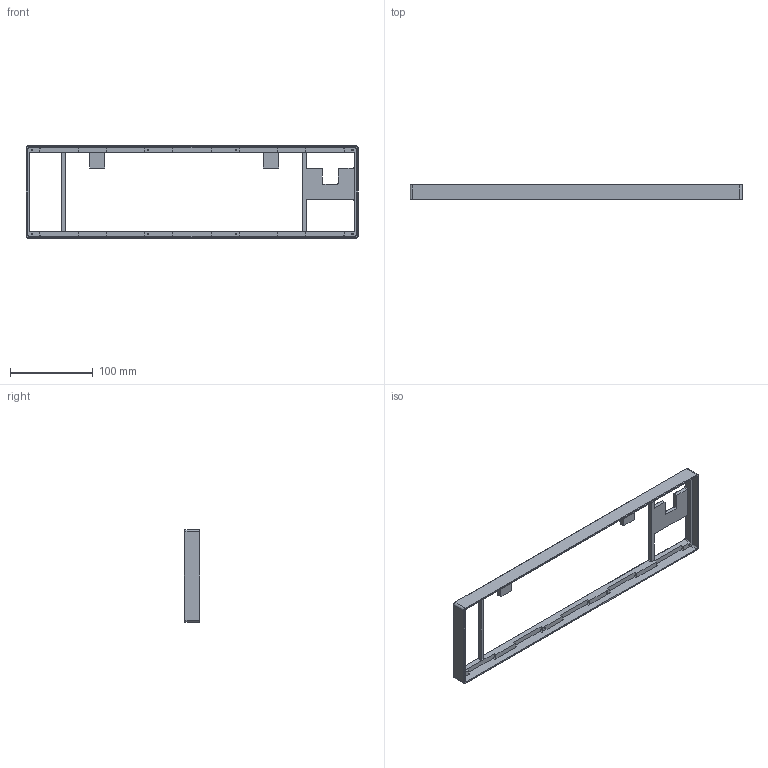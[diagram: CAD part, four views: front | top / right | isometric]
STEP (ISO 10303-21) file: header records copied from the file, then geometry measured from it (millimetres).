
FILE_DESCRIPTION(/* description */ (''),/* implementation_level */ '2;1');
FILE_NAME(/* name */ 'gear80_top_wkl_cnc.step',/* time_stamp */ '2024-03-09T02:07:32+09:00',/* author */ (''),/* organization */ (''),/* preprocessor_version */ 'ST-DEVELOPER v20',/* originating_system */ 'Autodesk Translation Framework v12.20.1.177',/* authorisation */ '');
FILE_SCHEMA (('AUTOMOTIVE_DESIGN { 1 0 10303 214 3 1 1 }'));
Length unit declared in the file: millimetre
Products named in the file (1): 마지막 cnc gear80 하우징
Bounding box: 400.52 x 19 x 111.25 mm (x, y, z)
Volume: 98333.5 mm3; surface area: 61312.8 mm2
Topology: 1 solids, 1 shells, 411 faces, 1140 edges, 730 vertices
Faces by surface type: cylinder 240, plane 119, cone 36, bspline 16
Full cylindrical faces by diameter (mm): 1.623 x24, 2.074 x24
Entity records: 24126 total; most frequent: CARTESIAN_POINT 14268, ORIENTED_EDGE 2268, DIRECTION 1716, EDGE_CURVE 1134, VERTEX_POINT 730, AXIS2_PLACEMENT_3D 578, LINE 560, VECTOR 560
